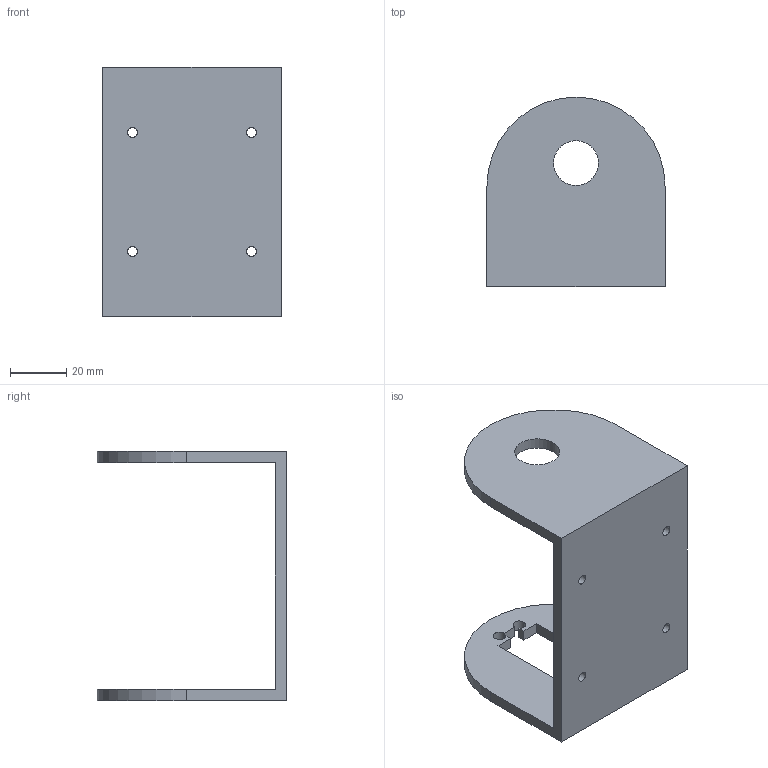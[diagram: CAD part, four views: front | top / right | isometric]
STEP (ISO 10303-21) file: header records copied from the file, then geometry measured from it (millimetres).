
FILE_DESCRIPTION(/* description */ (''),/* implementation_level */ '2;1');
FILE_NAME(/* name */ 'top_bracket.stp',/* time_stamp */ '2023-05-31T00:06:30-04:00',/* author */ ('johnn'),/* organization */ (''),/* preprocessor_version */ 'ST-DEVELOPER v19',/* originating_system */ 'Autodesk Inventor 2023',/* authorisation */ '');
FILE_SCHEMA (('AUTOMOTIVE_DESIGN { 1 0 10303 214 3 1 1 }'));
Length unit declared in the file: millimetre
Products named in the file (1): top_bracket
Bounding box: 63.5 x 67.5 x 88.9 mm (x, y, z)
Volume: 46900.6 mm3; surface area: 26553.2 mm2
Topology: 1 solids, 1 shells, 27 faces, 75 edges, 50 vertices
Faces by surface type: plane 16, cylinder 11
Full cylindrical faces by diameter (mm): 3.506 x4, 4.5 x2, 16 x1
Entity records: 946 total; most frequent: DIRECTION 153, CARTESIAN_POINT 153, ORIENTED_EDGE 150, EDGE_CURVE 75, LINE 53, VECTOR 53, VERTEX_POINT 50, AXIS2_PLACEMENT_3D 50
